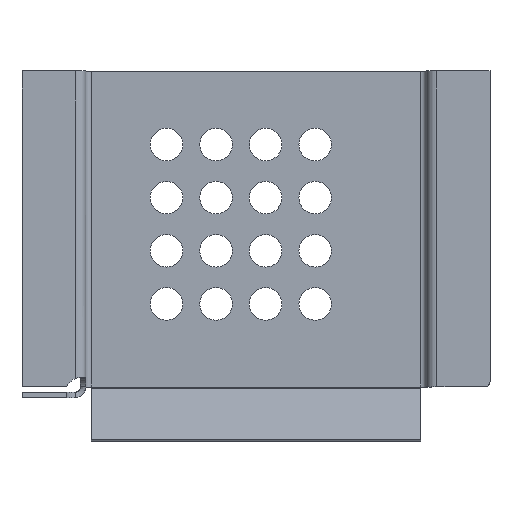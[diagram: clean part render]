
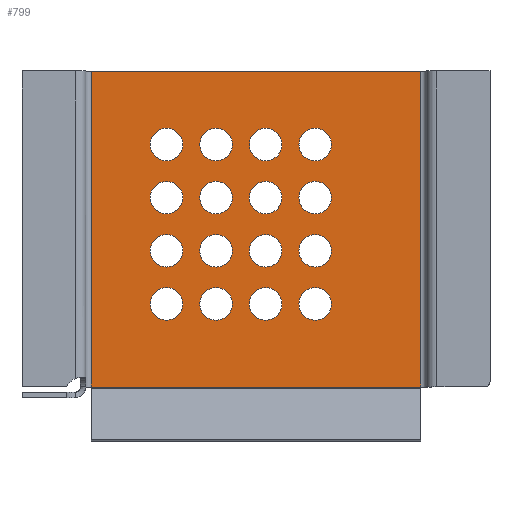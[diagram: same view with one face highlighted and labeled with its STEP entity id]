
A CAD part, top view. The second image highlights one B-rep face of the part: STEP entity #799.
In plain terms, the highlighted planar face has unit normal (0, 0, 1).
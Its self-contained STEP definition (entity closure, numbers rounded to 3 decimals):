
#65 = VERTEX_POINT('',#66);
#66 = CARTESIAN_POINT('',(30.365,-24.771,1.));
#261 = VERTEX_POINT('',#262);
#262 = CARTESIAN_POINT('',(30.365,34.703,1.));
#278 = EDGE_CURVE('',#65,#261,#279,.T.);
#279 = LINE('',#280,#281);
#280 = CARTESIAN_POINT('',(30.365,-24.771,1.));
#281 = VECTOR('',#282,1.);
#282 = DIRECTION('',(0.,1.,0.));
#484 = VERTEX_POINT('',#485);
#485 = CARTESIAN_POINT('',(-31.735,34.703,1.));
#492 = EDGE_CURVE('',#261,#484,#493,.T.);
#493 = LINE('',#494,#495);
#494 = CARTESIAN_POINT('',(30.365,34.703,1.));
#495 = VECTOR('',#496,1.);
#496 = DIRECTION('',(-1.,0.,0.));
#750 = VERTEX_POINT('',#751);
#751 = CARTESIAN_POINT('',(-31.735,-24.771,1.));
#758 = EDGE_CURVE('',#750,#65,#759,.T.);
#759 = LINE('',#760,#761);
#760 = CARTESIAN_POINT('',(-31.735,-24.771,1.));
#761 = VECTOR('',#762,1.);
#762 = DIRECTION('',(1.,0.,0.));
#799 = ADVANCED_FACE('',(#800,#811,#822,#833,#844,#855,#866,#877,#888,
    #899,#910,#921,#932,#943,#954,#965,#976),#987,.T.);
#800 = FACE_BOUND('',#801,.T.);
#801 = EDGE_LOOP('',(#802,#808,#809,#810));
#802 = ORIENTED_EDGE('',*,*,#803,.T.);
#803 = EDGE_CURVE('',#484,#750,#804,.T.);
#804 = LINE('',#805,#806);
#805 = CARTESIAN_POINT('',(-31.735,34.703,1.));
#806 = VECTOR('',#807,1.);
#807 = DIRECTION('',(0.,-1.,0.));
#808 = ORIENTED_EDGE('',*,*,#758,.T.);
#809 = ORIENTED_EDGE('',*,*,#278,.T.);
#810 = ORIENTED_EDGE('',*,*,#492,.T.);
#811 = FACE_BOUND('',#812,.T.);
#812 = EDGE_LOOP('',(#813));
#813 = ORIENTED_EDGE('',*,*,#814,.F.);
#814 = EDGE_CURVE('',#815,#815,#817,.T.);
#815 = VERTEX_POINT('',#816);
#816 = CARTESIAN_POINT('',(-14.464,-9.131,1.));
#817 = CIRCLE('',#818,3.067);
#818 = AXIS2_PLACEMENT_3D('',#819,#820,#821);
#819 = CARTESIAN_POINT('',(-17.531,-9.131,1.));
#820 = DIRECTION('',(0.,0.,1.));
#821 = DIRECTION('',(1.,0.,0.));
#822 = FACE_BOUND('',#823,.T.);
#823 = EDGE_LOOP('',(#824));
#824 = ORIENTED_EDGE('',*,*,#825,.F.);
#825 = EDGE_CURVE('',#826,#826,#828,.T.);
#826 = VERTEX_POINT('',#827);
#827 = CARTESIAN_POINT('',(-5.13,-9.131,1.));
#828 = CIRCLE('',#829,3.067);
#829 = AXIS2_PLACEMENT_3D('',#830,#831,#832);
#830 = CARTESIAN_POINT('',(-8.198,-9.131,1.));
#831 = DIRECTION('',(0.,0.,1.));
#832 = DIRECTION('',(1.,0.,0.));
#833 = FACE_BOUND('',#834,.T.);
#834 = EDGE_LOOP('',(#835));
#835 = ORIENTED_EDGE('',*,*,#836,.F.);
#836 = EDGE_CURVE('',#837,#837,#839,.T.);
#837 = VERTEX_POINT('',#838);
#838 = CARTESIAN_POINT('',(-14.464,0.869,1.));
#839 = CIRCLE('',#840,3.067);
#840 = AXIS2_PLACEMENT_3D('',#841,#842,#843);
#841 = CARTESIAN_POINT('',(-17.531,0.869,1.));
#842 = DIRECTION('',(0.,0.,1.));
#843 = DIRECTION('',(1.,0.,0.));
#844 = FACE_BOUND('',#845,.T.);
#845 = EDGE_LOOP('',(#846));
#846 = ORIENTED_EDGE('',*,*,#847,.F.);
#847 = EDGE_CURVE('',#848,#848,#850,.T.);
#848 = VERTEX_POINT('',#849);
#849 = CARTESIAN_POINT('',(-5.13,0.869,1.));
#850 = CIRCLE('',#851,3.067);
#851 = AXIS2_PLACEMENT_3D('',#852,#853,#854);
#852 = CARTESIAN_POINT('',(-8.198,0.869,1.));
#853 = DIRECTION('',(0.,0.,1.));
#854 = DIRECTION('',(1.,0.,0.));
#855 = FACE_BOUND('',#856,.T.);
#856 = EDGE_LOOP('',(#857));
#857 = ORIENTED_EDGE('',*,*,#858,.F.);
#858 = EDGE_CURVE('',#859,#859,#861,.T.);
#859 = VERTEX_POINT('',#860);
#860 = CARTESIAN_POINT('',(4.203,-9.131,1.));
#861 = CIRCLE('',#862,3.067);
#862 = AXIS2_PLACEMENT_3D('',#863,#864,#865);
#863 = CARTESIAN_POINT('',(1.136,-9.131,1.));
#864 = DIRECTION('',(0.,0.,1.));
#865 = DIRECTION('',(1.,0.,0.));
#866 = FACE_BOUND('',#867,.T.);
#867 = EDGE_LOOP('',(#868));
#868 = ORIENTED_EDGE('',*,*,#869,.F.);
#869 = EDGE_CURVE('',#870,#870,#872,.T.);
#870 = VERTEX_POINT('',#871);
#871 = CARTESIAN_POINT('',(13.536,-9.131,1.));
#872 = CIRCLE('',#873,3.067);
#873 = AXIS2_PLACEMENT_3D('',#874,#875,#876);
#874 = CARTESIAN_POINT('',(10.469,-9.131,1.));
#875 = DIRECTION('',(0.,0.,1.));
#876 = DIRECTION('',(1.,0.,0.));
#877 = FACE_BOUND('',#878,.T.);
#878 = EDGE_LOOP('',(#879));
#879 = ORIENTED_EDGE('',*,*,#880,.F.);
#880 = EDGE_CURVE('',#881,#881,#883,.T.);
#881 = VERTEX_POINT('',#882);
#882 = CARTESIAN_POINT('',(4.203,0.869,1.));
#883 = CIRCLE('',#884,3.067);
#884 = AXIS2_PLACEMENT_3D('',#885,#886,#887);
#885 = CARTESIAN_POINT('',(1.136,0.869,1.));
#886 = DIRECTION('',(0.,0.,1.));
#887 = DIRECTION('',(1.,0.,0.));
#888 = FACE_BOUND('',#889,.T.);
#889 = EDGE_LOOP('',(#890));
#890 = ORIENTED_EDGE('',*,*,#891,.F.);
#891 = EDGE_CURVE('',#892,#892,#894,.T.);
#892 = VERTEX_POINT('',#893);
#893 = CARTESIAN_POINT('',(13.536,0.869,1.));
#894 = CIRCLE('',#895,3.067);
#895 = AXIS2_PLACEMENT_3D('',#896,#897,#898);
#896 = CARTESIAN_POINT('',(10.469,0.869,1.));
#897 = DIRECTION('',(0.,0.,1.));
#898 = DIRECTION('',(1.,0.,0.));
#899 = FACE_BOUND('',#900,.T.);
#900 = EDGE_LOOP('',(#901));
#901 = ORIENTED_EDGE('',*,*,#902,.F.);
#902 = EDGE_CURVE('',#903,#903,#905,.T.);
#903 = VERTEX_POINT('',#904);
#904 = CARTESIAN_POINT('',(-14.464,10.869,1.));
#905 = CIRCLE('',#906,3.067);
#906 = AXIS2_PLACEMENT_3D('',#907,#908,#909);
#907 = CARTESIAN_POINT('',(-17.531,10.869,1.));
#908 = DIRECTION('',(0.,0.,1.));
#909 = DIRECTION('',(1.,0.,0.));
#910 = FACE_BOUND('',#911,.T.);
#911 = EDGE_LOOP('',(#912));
#912 = ORIENTED_EDGE('',*,*,#913,.F.);
#913 = EDGE_CURVE('',#914,#914,#916,.T.);
#914 = VERTEX_POINT('',#915);
#915 = CARTESIAN_POINT('',(-5.13,10.869,1.));
#916 = CIRCLE('',#917,3.067);
#917 = AXIS2_PLACEMENT_3D('',#918,#919,#920);
#918 = CARTESIAN_POINT('',(-8.198,10.869,1.));
#919 = DIRECTION('',(0.,0.,1.));
#920 = DIRECTION('',(1.,0.,0.));
#921 = FACE_BOUND('',#922,.T.);
#922 = EDGE_LOOP('',(#923));
#923 = ORIENTED_EDGE('',*,*,#924,.F.);
#924 = EDGE_CURVE('',#925,#925,#927,.T.);
#925 = VERTEX_POINT('',#926);
#926 = CARTESIAN_POINT('',(-14.464,20.869,1.));
#927 = CIRCLE('',#928,3.067);
#928 = AXIS2_PLACEMENT_3D('',#929,#930,#931);
#929 = CARTESIAN_POINT('',(-17.531,20.869,1.));
#930 = DIRECTION('',(0.,0.,1.));
#931 = DIRECTION('',(1.,0.,0.));
#932 = FACE_BOUND('',#933,.T.);
#933 = EDGE_LOOP('',(#934));
#934 = ORIENTED_EDGE('',*,*,#935,.F.);
#935 = EDGE_CURVE('',#936,#936,#938,.T.);
#936 = VERTEX_POINT('',#937);
#937 = CARTESIAN_POINT('',(-5.13,20.869,1.));
#938 = CIRCLE('',#939,3.067);
#939 = AXIS2_PLACEMENT_3D('',#940,#941,#942);
#940 = CARTESIAN_POINT('',(-8.198,20.869,1.));
#941 = DIRECTION('',(0.,0.,1.));
#942 = DIRECTION('',(1.,0.,0.));
#943 = FACE_BOUND('',#944,.T.);
#944 = EDGE_LOOP('',(#945));
#945 = ORIENTED_EDGE('',*,*,#946,.F.);
#946 = EDGE_CURVE('',#947,#947,#949,.T.);
#947 = VERTEX_POINT('',#948);
#948 = CARTESIAN_POINT('',(4.203,10.869,1.));
#949 = CIRCLE('',#950,3.067);
#950 = AXIS2_PLACEMENT_3D('',#951,#952,#953);
#951 = CARTESIAN_POINT('',(1.136,10.869,1.));
#952 = DIRECTION('',(0.,0.,1.));
#953 = DIRECTION('',(1.,0.,0.));
#954 = FACE_BOUND('',#955,.T.);
#955 = EDGE_LOOP('',(#956));
#956 = ORIENTED_EDGE('',*,*,#957,.F.);
#957 = EDGE_CURVE('',#958,#958,#960,.T.);
#958 = VERTEX_POINT('',#959);
#959 = CARTESIAN_POINT('',(13.536,10.869,1.));
#960 = CIRCLE('',#961,3.067);
#961 = AXIS2_PLACEMENT_3D('',#962,#963,#964);
#962 = CARTESIAN_POINT('',(10.469,10.869,1.));
#963 = DIRECTION('',(0.,0.,1.));
#964 = DIRECTION('',(1.,0.,0.));
#965 = FACE_BOUND('',#966,.T.);
#966 = EDGE_LOOP('',(#967));
#967 = ORIENTED_EDGE('',*,*,#968,.F.);
#968 = EDGE_CURVE('',#969,#969,#971,.T.);
#969 = VERTEX_POINT('',#970);
#970 = CARTESIAN_POINT('',(4.203,20.869,1.));
#971 = CIRCLE('',#972,3.067);
#972 = AXIS2_PLACEMENT_3D('',#973,#974,#975);
#973 = CARTESIAN_POINT('',(1.136,20.869,1.));
#974 = DIRECTION('',(0.,0.,1.));
#975 = DIRECTION('',(1.,0.,0.));
#976 = FACE_BOUND('',#977,.T.);
#977 = EDGE_LOOP('',(#978));
#978 = ORIENTED_EDGE('',*,*,#979,.F.);
#979 = EDGE_CURVE('',#980,#980,#982,.T.);
#980 = VERTEX_POINT('',#981);
#981 = CARTESIAN_POINT('',(13.536,20.869,1.));
#982 = CIRCLE('',#983,3.067);
#983 = AXIS2_PLACEMENT_3D('',#984,#985,#986);
#984 = CARTESIAN_POINT('',(10.469,20.869,1.));
#985 = DIRECTION('',(0.,0.,1.));
#986 = DIRECTION('',(1.,0.,0.));
#987 = PLANE('',#988);
#988 = AXIS2_PLACEMENT_3D('',#989,#990,#991);
#989 = CARTESIAN_POINT('',(-0.685,4.966,1.));
#990 = DIRECTION('',(0.,0.,1.));
#991 = DIRECTION('',(1.,0.,0.));
